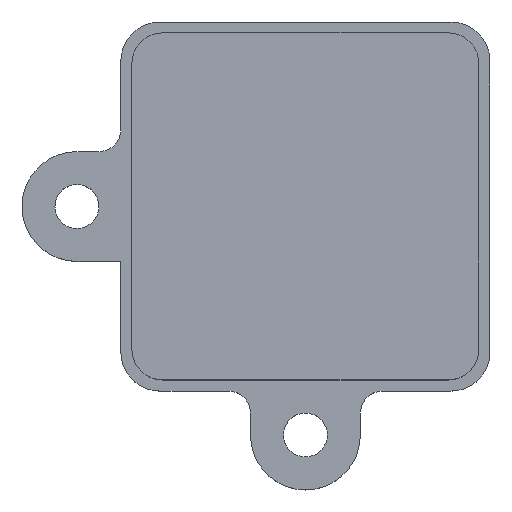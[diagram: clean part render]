
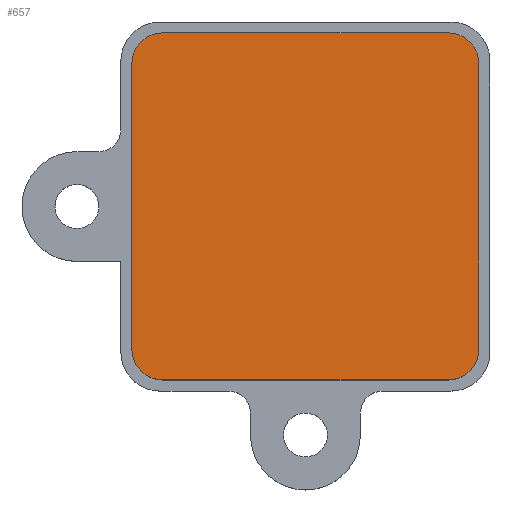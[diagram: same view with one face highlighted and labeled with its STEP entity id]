
A CAD part, top view. The second image highlights one B-rep face of the part: STEP entity #657.
In plain terms, the highlighted planar face has unit normal (0, 0, 1).
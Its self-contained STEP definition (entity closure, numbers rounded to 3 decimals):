
#42=PLANE('',#740);
#76=FACE_OUTER_BOUND('',#115,.T.);
#115=EDGE_LOOP('',(#601,#602,#603,#604,#605,#606,#607,#608));
#162=LINE('',#1092,#221);
#165=LINE('',#1100,#224);
#168=LINE('',#1115,#227);
#174=LINE('',#1132,#233);
#221=VECTOR('',#888,10.);
#224=VECTOR('',#897,10.);
#227=VECTOR('',#914,10.);
#233=VECTOR('',#938,10.);
#260=CIRCLE('',#719,1.4);
#261=CIRCLE('',#722,1.4);
#266=CIRCLE('',#736,1.4);
#267=CIRCLE('',#738,1.4);
#318=VERTEX_POINT('',#1084);
#319=VERTEX_POINT('',#1086);
#320=VERTEX_POINT('',#1090);
#321=VERTEX_POINT('',#1094);
#322=VERTEX_POINT('',#1098);
#327=VERTEX_POINT('',#1114);
#328=VERTEX_POINT('',#1124);
#329=VERTEX_POINT('',#1128);
#400=EDGE_CURVE('',#319,#318,#260,.T.);
#403=EDGE_CURVE('',#318,#320,#162,.T.);
#405=EDGE_CURVE('',#320,#321,#261,.T.);
#407=EDGE_CURVE('',#321,#322,#165,.T.);
#414=EDGE_CURVE('',#327,#319,#168,.T.);
#419=EDGE_CURVE('',#322,#328,#266,.T.);
#420=EDGE_CURVE('',#329,#327,#267,.T.);
#422=EDGE_CURVE('',#328,#329,#174,.T.);
#601=ORIENTED_EDGE('',*,*,#422,.T.);
#602=ORIENTED_EDGE('',*,*,#420,.T.);
#603=ORIENTED_EDGE('',*,*,#414,.T.);
#604=ORIENTED_EDGE('',*,*,#400,.T.);
#605=ORIENTED_EDGE('',*,*,#403,.T.);
#606=ORIENTED_EDGE('',*,*,#405,.T.);
#607=ORIENTED_EDGE('',*,*,#407,.T.);
#608=ORIENTED_EDGE('',*,*,#419,.T.);
#657=ADVANCED_FACE('',(#76),#42,.T.);
#719=AXIS2_PLACEMENT_3D('',#1087,#882,#883);
#722=AXIS2_PLACEMENT_3D('',#1096,#892,#893);
#736=AXIS2_PLACEMENT_3D('',#1126,#929,#930);
#738=AXIS2_PLACEMENT_3D('',#1129,#933,#934);
#740=AXIS2_PLACEMENT_3D('',#1133,#939,#940);
#882=DIRECTION('center_axis',(0.,0.,1.));
#883=DIRECTION('ref_axis',(-1.,0.,0.));
#888=DIRECTION('',(1.,0.,0.));
#892=DIRECTION('center_axis',(0.,0.,1.));
#893=DIRECTION('ref_axis',(0.,-1.,0.));
#897=DIRECTION('',(0.,1.,0.));
#914=DIRECTION('',(0.,-1.,0.));
#929=DIRECTION('center_axis',(0.,0.,1.));
#930=DIRECTION('ref_axis',(1.,0.,0.));
#933=DIRECTION('center_axis',(0.,0.,1.));
#934=DIRECTION('ref_axis',(0.,1.,0.));
#938=DIRECTION('',(-1.,0.,0.));
#939=DIRECTION('center_axis',(0.,0.,1.));
#940=DIRECTION('ref_axis',(-1.,0.,0.));
#1084=CARTESIAN_POINT('',(274.538,-17.425,8.5));
#1086=CARTESIAN_POINT('',(273.138,-16.025,8.5));
#1087=CARTESIAN_POINT('Origin',(274.538,-16.025,8.5));
#1090=CARTESIAN_POINT('',(287.538,-17.425,8.5));
#1092=CARTESIAN_POINT('',(274.538,-17.425,8.5));
#1094=CARTESIAN_POINT('',(288.938,-16.025,8.5));
#1096=CARTESIAN_POINT('Origin',(287.538,-16.025,8.5));
#1098=CARTESIAN_POINT('',(288.938,-3.025,8.5));
#1100=CARTESIAN_POINT('',(288.938,-16.025,8.5));
#1114=CARTESIAN_POINT('',(273.138,-3.025,8.5));
#1115=CARTESIAN_POINT('',(273.138,-3.025,8.5));
#1124=CARTESIAN_POINT('',(287.538,-1.625,8.5));
#1126=CARTESIAN_POINT('Origin',(287.538,-3.025,8.5));
#1128=CARTESIAN_POINT('',(274.538,-1.625,8.5));
#1129=CARTESIAN_POINT('Origin',(274.538,-3.025,8.5));
#1132=CARTESIAN_POINT('',(287.538,-1.625,8.5));
#1133=CARTESIAN_POINT('Origin',(281.038,-9.525,8.5));
